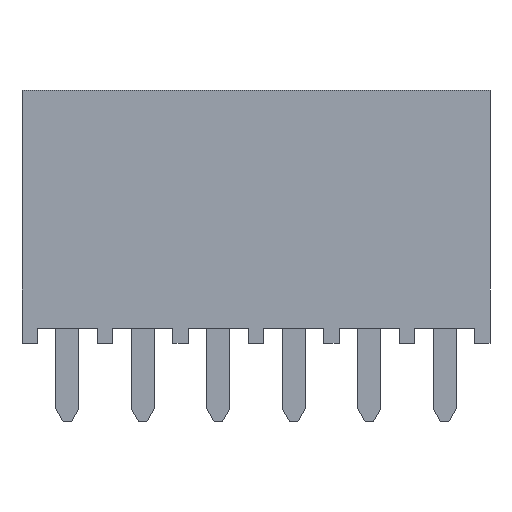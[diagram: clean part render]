
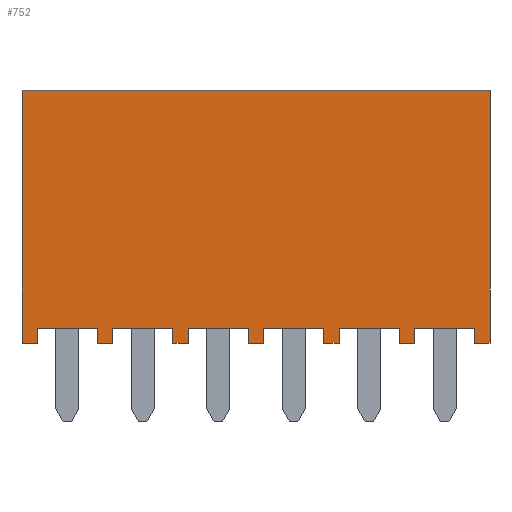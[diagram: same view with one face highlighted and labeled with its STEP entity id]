
A CAD part, front view. The second image highlights one B-rep face of the part: STEP entity #752.
In plain terms, the highlighted planar face has unit normal (0, -1, 0).
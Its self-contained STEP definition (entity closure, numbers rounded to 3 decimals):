
#345 = VERTEX_POINT('',#346);
#346 = CARTESIAN_POINT('',(-2.794,-1.207,0.574));
#352 = EDGE_CURVE('',#345,#353,#355,.T.);
#353 = VERTEX_POINT('',#354);
#354 = CARTESIAN_POINT('',(-4.826,-1.207,0.574));
#355 = LINE('',#356,#357);
#356 = CARTESIAN_POINT('',(-7.874,-1.207,0.574));
#357 = VECTOR('',#358,1.);
#358 = DIRECTION('',(-1.,0.,0.));
#710 = EDGE_CURVE('',#353,#711,#713,.T.);
#711 = VERTEX_POINT('',#712);
#712 = CARTESIAN_POINT('',(-4.826,-1.207,0.066));
#713 = LINE('',#714,#715);
#714 = CARTESIAN_POINT('',(-4.826,-1.207,8.575));
#715 = VECTOR('',#716,1.);
#716 = DIRECTION('',(0.,0.,-1.));
#734 = VERTEX_POINT('',#735);
#735 = CARTESIAN_POINT('',(-2.794,-1.207,0.066));
#741 = EDGE_CURVE('',#734,#345,#742,.T.);
#742 = LINE('',#743,#744);
#743 = CARTESIAN_POINT('',(-2.794,-1.207,8.575));
#744 = VECTOR('',#745,1.);
#745 = DIRECTION('',(0.,0.,1.));
#752 = ADVANCED_FACE('',(#753),#956,.F.);
#753 = FACE_BOUND('',#754,.T.);
#754 = EDGE_LOOP('',(#755,#765,#773,#781,#789,#797,#805,#813,#821,#829,
    #835,#836,#837,#838,#846,#854,#862,#870,#878,#886,#894,#902,#910,
    #918,#926,#934,#942,#950));
#755 = ORIENTED_EDGE('',*,*,#756,.F.);
#756 = EDGE_CURVE('',#757,#759,#761,.T.);
#757 = VERTEX_POINT('',#758);
#758 = CARTESIAN_POINT('',(7.366,-1.207,0.066));
#759 = VERTEX_POINT('',#760);
#760 = CARTESIAN_POINT('',(7.366,-1.207,0.574));
#761 = LINE('',#762,#763);
#762 = CARTESIAN_POINT('',(7.366,-1.207,8.575));
#763 = VECTOR('',#764,1.);
#764 = DIRECTION('',(0.,0.,1.));
#765 = ORIENTED_EDGE('',*,*,#766,.T.);
#766 = EDGE_CURVE('',#757,#767,#769,.T.);
#767 = VERTEX_POINT('',#768);
#768 = CARTESIAN_POINT('',(7.874,-1.207,0.066));
#769 = LINE('',#770,#771);
#770 = CARTESIAN_POINT('',(-7.874,-1.207,0.066));
#771 = VECTOR('',#772,1.);
#772 = DIRECTION('',(1.,0.,0.));
#773 = ORIENTED_EDGE('',*,*,#774,.F.);
#774 = EDGE_CURVE('',#775,#767,#777,.T.);
#775 = VERTEX_POINT('',#776);
#776 = CARTESIAN_POINT('',(7.874,-1.207,8.575));
#777 = LINE('',#778,#779);
#778 = CARTESIAN_POINT('',(7.874,-1.207,8.575));
#779 = VECTOR('',#780,1.);
#780 = DIRECTION('',(0.,0.,-1.));
#781 = ORIENTED_EDGE('',*,*,#782,.F.);
#782 = EDGE_CURVE('',#783,#775,#785,.T.);
#783 = VERTEX_POINT('',#784);
#784 = CARTESIAN_POINT('',(-7.874,-1.207,8.575));
#785 = LINE('',#786,#787);
#786 = CARTESIAN_POINT('',(-7.874,-1.207,8.575));
#787 = VECTOR('',#788,1.);
#788 = DIRECTION('',(1.,0.,0.));
#789 = ORIENTED_EDGE('',*,*,#790,.T.);
#790 = EDGE_CURVE('',#783,#791,#793,.T.);
#791 = VERTEX_POINT('',#792);
#792 = CARTESIAN_POINT('',(-7.874,-1.207,0.066));
#793 = LINE('',#794,#795);
#794 = CARTESIAN_POINT('',(-7.874,-1.207,8.575));
#795 = VECTOR('',#796,1.);
#796 = DIRECTION('',(0.,0.,-1.));
#797 = ORIENTED_EDGE('',*,*,#798,.T.);
#798 = EDGE_CURVE('',#791,#799,#801,.T.);
#799 = VERTEX_POINT('',#800);
#800 = CARTESIAN_POINT('',(-7.366,-1.207,0.066));
#801 = LINE('',#802,#803);
#802 = CARTESIAN_POINT('',(-7.874,-1.207,0.066));
#803 = VECTOR('',#804,1.);
#804 = DIRECTION('',(1.,0.,0.));
#805 = ORIENTED_EDGE('',*,*,#806,.F.);
#806 = EDGE_CURVE('',#807,#799,#809,.T.);
#807 = VERTEX_POINT('',#808);
#808 = CARTESIAN_POINT('',(-7.366,-1.207,0.574));
#809 = LINE('',#810,#811);
#810 = CARTESIAN_POINT('',(-7.366,-1.207,8.575));
#811 = VECTOR('',#812,1.);
#812 = DIRECTION('',(0.,0.,-1.));
#813 = ORIENTED_EDGE('',*,*,#814,.F.);
#814 = EDGE_CURVE('',#815,#807,#817,.T.);
#815 = VERTEX_POINT('',#816);
#816 = CARTESIAN_POINT('',(-5.334,-1.207,0.574));
#817 = LINE('',#818,#819);
#818 = CARTESIAN_POINT('',(-7.874,-1.207,0.574));
#819 = VECTOR('',#820,1.);
#820 = DIRECTION('',(-1.,0.,0.));
#821 = ORIENTED_EDGE('',*,*,#822,.F.);
#822 = EDGE_CURVE('',#823,#815,#825,.T.);
#823 = VERTEX_POINT('',#824);
#824 = CARTESIAN_POINT('',(-5.334,-1.207,0.066));
#825 = LINE('',#826,#827);
#826 = CARTESIAN_POINT('',(-5.334,-1.207,8.575));
#827 = VECTOR('',#828,1.);
#828 = DIRECTION('',(0.,0.,1.));
#829 = ORIENTED_EDGE('',*,*,#830,.T.);
#830 = EDGE_CURVE('',#823,#711,#831,.T.);
#831 = LINE('',#832,#833);
#832 = CARTESIAN_POINT('',(-7.874,-1.207,0.066));
#833 = VECTOR('',#834,1.);
#834 = DIRECTION('',(1.,0.,0.));
#835 = ORIENTED_EDGE('',*,*,#710,.F.);
#836 = ORIENTED_EDGE('',*,*,#352,.F.);
#837 = ORIENTED_EDGE('',*,*,#741,.F.);
#838 = ORIENTED_EDGE('',*,*,#839,.T.);
#839 = EDGE_CURVE('',#734,#840,#842,.T.);
#840 = VERTEX_POINT('',#841);
#841 = CARTESIAN_POINT('',(-2.286,-1.207,0.066));
#842 = LINE('',#843,#844);
#843 = CARTESIAN_POINT('',(-7.874,-1.207,0.066));
#844 = VECTOR('',#845,1.);
#845 = DIRECTION('',(1.,0.,0.));
#846 = ORIENTED_EDGE('',*,*,#847,.F.);
#847 = EDGE_CURVE('',#848,#840,#850,.T.);
#848 = VERTEX_POINT('',#849);
#849 = CARTESIAN_POINT('',(-2.286,-1.207,0.574));
#850 = LINE('',#851,#852);
#851 = CARTESIAN_POINT('',(-2.286,-1.207,8.575));
#852 = VECTOR('',#853,1.);
#853 = DIRECTION('',(0.,0.,-1.));
#854 = ORIENTED_EDGE('',*,*,#855,.F.);
#855 = EDGE_CURVE('',#856,#848,#858,.T.);
#856 = VERTEX_POINT('',#857);
#857 = CARTESIAN_POINT('',(-0.254,-1.207,0.574));
#858 = LINE('',#859,#860);
#859 = CARTESIAN_POINT('',(-7.874,-1.207,0.574));
#860 = VECTOR('',#861,1.);
#861 = DIRECTION('',(-1.,0.,0.));
#862 = ORIENTED_EDGE('',*,*,#863,.F.);
#863 = EDGE_CURVE('',#864,#856,#866,.T.);
#864 = VERTEX_POINT('',#865);
#865 = CARTESIAN_POINT('',(-0.254,-1.207,0.066));
#866 = LINE('',#867,#868);
#867 = CARTESIAN_POINT('',(-0.254,-1.207,8.575));
#868 = VECTOR('',#869,1.);
#869 = DIRECTION('',(0.,0.,1.));
#870 = ORIENTED_EDGE('',*,*,#871,.T.);
#871 = EDGE_CURVE('',#864,#872,#874,.T.);
#872 = VERTEX_POINT('',#873);
#873 = CARTESIAN_POINT('',(0.254,-1.207,0.066));
#874 = LINE('',#875,#876);
#875 = CARTESIAN_POINT('',(-7.874,-1.207,0.066));
#876 = VECTOR('',#877,1.);
#877 = DIRECTION('',(1.,0.,0.));
#878 = ORIENTED_EDGE('',*,*,#879,.F.);
#879 = EDGE_CURVE('',#880,#872,#882,.T.);
#880 = VERTEX_POINT('',#881);
#881 = CARTESIAN_POINT('',(0.254,-1.207,0.574));
#882 = LINE('',#883,#884);
#883 = CARTESIAN_POINT('',(0.254,-1.207,8.575));
#884 = VECTOR('',#885,1.);
#885 = DIRECTION('',(0.,0.,-1.));
#886 = ORIENTED_EDGE('',*,*,#887,.F.);
#887 = EDGE_CURVE('',#888,#880,#890,.T.);
#888 = VERTEX_POINT('',#889);
#889 = CARTESIAN_POINT('',(2.286,-1.207,0.574));
#890 = LINE('',#891,#892);
#891 = CARTESIAN_POINT('',(-7.874,-1.207,0.574));
#892 = VECTOR('',#893,1.);
#893 = DIRECTION('',(-1.,0.,0.));
#894 = ORIENTED_EDGE('',*,*,#895,.F.);
#895 = EDGE_CURVE('',#896,#888,#898,.T.);
#896 = VERTEX_POINT('',#897);
#897 = CARTESIAN_POINT('',(2.286,-1.207,0.066));
#898 = LINE('',#899,#900);
#899 = CARTESIAN_POINT('',(2.286,-1.207,8.575));
#900 = VECTOR('',#901,1.);
#901 = DIRECTION('',(0.,0.,1.));
#902 = ORIENTED_EDGE('',*,*,#903,.T.);
#903 = EDGE_CURVE('',#896,#904,#906,.T.);
#904 = VERTEX_POINT('',#905);
#905 = CARTESIAN_POINT('',(2.794,-1.207,0.066));
#906 = LINE('',#907,#908);
#907 = CARTESIAN_POINT('',(-7.874,-1.207,0.066));
#908 = VECTOR('',#909,1.);
#909 = DIRECTION('',(1.,0.,0.));
#910 = ORIENTED_EDGE('',*,*,#911,.F.);
#911 = EDGE_CURVE('',#912,#904,#914,.T.);
#912 = VERTEX_POINT('',#913);
#913 = CARTESIAN_POINT('',(2.794,-1.207,0.574));
#914 = LINE('',#915,#916);
#915 = CARTESIAN_POINT('',(2.794,-1.207,8.575));
#916 = VECTOR('',#917,1.);
#917 = DIRECTION('',(0.,0.,-1.));
#918 = ORIENTED_EDGE('',*,*,#919,.F.);
#919 = EDGE_CURVE('',#920,#912,#922,.T.);
#920 = VERTEX_POINT('',#921);
#921 = CARTESIAN_POINT('',(4.826,-1.207,0.574));
#922 = LINE('',#923,#924);
#923 = CARTESIAN_POINT('',(-7.874,-1.207,0.574));
#924 = VECTOR('',#925,1.);
#925 = DIRECTION('',(-1.,0.,0.));
#926 = ORIENTED_EDGE('',*,*,#927,.F.);
#927 = EDGE_CURVE('',#928,#920,#930,.T.);
#928 = VERTEX_POINT('',#929);
#929 = CARTESIAN_POINT('',(4.826,-1.207,0.066));
#930 = LINE('',#931,#932);
#931 = CARTESIAN_POINT('',(4.826,-1.207,8.575));
#932 = VECTOR('',#933,1.);
#933 = DIRECTION('',(0.,0.,1.));
#934 = ORIENTED_EDGE('',*,*,#935,.T.);
#935 = EDGE_CURVE('',#928,#936,#938,.T.);
#936 = VERTEX_POINT('',#937);
#937 = CARTESIAN_POINT('',(5.334,-1.207,0.066));
#938 = LINE('',#939,#940);
#939 = CARTESIAN_POINT('',(-7.874,-1.207,0.066));
#940 = VECTOR('',#941,1.);
#941 = DIRECTION('',(1.,0.,0.));
#942 = ORIENTED_EDGE('',*,*,#943,.F.);
#943 = EDGE_CURVE('',#944,#936,#946,.T.);
#944 = VERTEX_POINT('',#945);
#945 = CARTESIAN_POINT('',(5.334,-1.207,0.574));
#946 = LINE('',#947,#948);
#947 = CARTESIAN_POINT('',(5.334,-1.207,8.575));
#948 = VECTOR('',#949,1.);
#949 = DIRECTION('',(0.,0.,-1.));
#950 = ORIENTED_EDGE('',*,*,#951,.F.);
#951 = EDGE_CURVE('',#759,#944,#952,.T.);
#952 = LINE('',#953,#954);
#953 = CARTESIAN_POINT('',(-7.874,-1.207,0.574));
#954 = VECTOR('',#955,1.);
#955 = DIRECTION('',(-1.,0.,0.));
#956 = PLANE('',#957);
#957 = AXIS2_PLACEMENT_3D('',#958,#959,#960);
#958 = CARTESIAN_POINT('',(-7.874,-1.207,8.575));
#959 = DIRECTION('',(0.,1.,0.));
#960 = DIRECTION('',(-1.,0.,0.));
